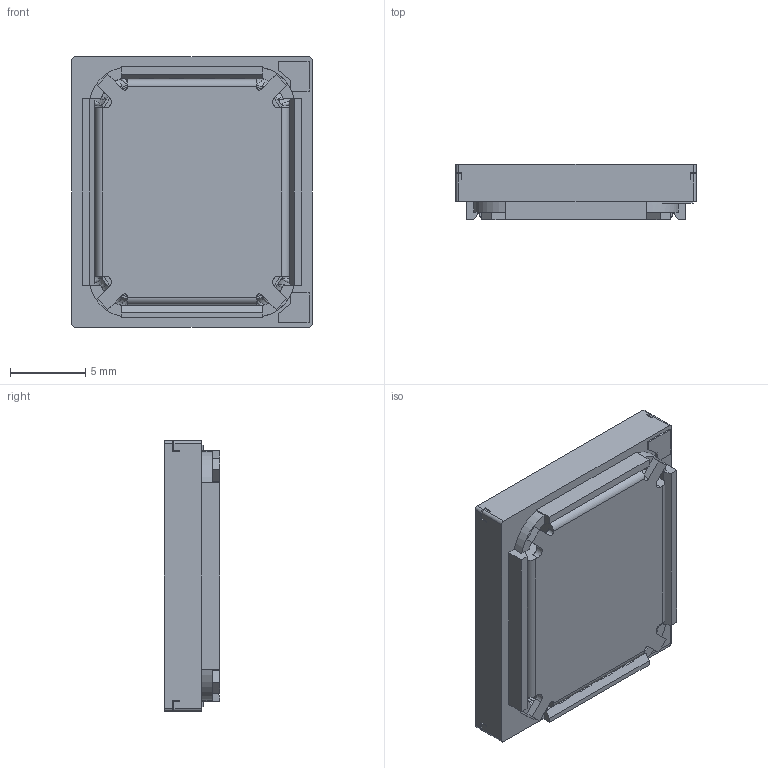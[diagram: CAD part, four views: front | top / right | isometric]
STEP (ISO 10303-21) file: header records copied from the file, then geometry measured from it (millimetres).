
FILE_DESCRIPTION(/* description */ (''),/* implementation_level */ '2;1');
FILE_NAME(/* name */ '实体图UGSP161804-01AW-05.stp',/* time_stamp */ '2022-03-10T18:10:54+08:00',/* author */ (''),/* organization */ (''),/* preprocessor_version */ 'ST-DEVELOPER v16',/* originating_system */ 'SIEMENS PLM Software NX 11.0',/* authorisation */ '');
FILE_SCHEMA (('AUTOMOTIVE_DESIGN { 1 0 10303 214 3 1 1 1 }'));
Length unit declared in the file: millimetre
Products named in the file (1): Admi2348DD80i9on
Bounding box: 16 x 3.7 x 18 mm (x, y, z)
Volume: 796.1 mm3; surface area: 1482.7 mm2
Topology: 1 solids, 1 shells, 414 faces, 1359 edges, 1023 vertices
Faces by surface type: plane 240, bspline 106, cylinder 68
Entity records: 27039 total; most frequent: CARTESIAN_POINT 15895, ORIENTED_EDGE 2658, DIRECTION 1676, EDGE_CURVE 1329, VERTEX_POINT 1021, LINE 738, VECTOR 738, EDGE_LOOP 530
